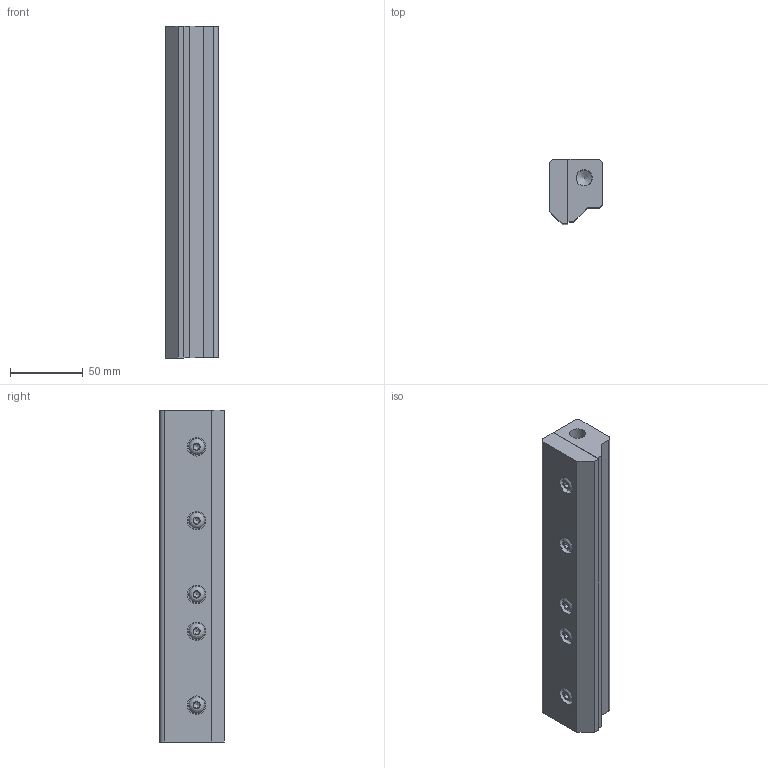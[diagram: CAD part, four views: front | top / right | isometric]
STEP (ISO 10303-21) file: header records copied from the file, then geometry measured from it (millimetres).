
FILE_DESCRIPTION(/* description */ (''),/* implementation_level */ '2;1');
FILE_NAME(/* name */ '110009SS-316-DIM.stp',/* time_stamp */ '2017-08-22T08:36:24-04:00',/* author */ ('Ryan Longshore'),/* organization */ (''),/* preprocessor_version */ 'ST-DEVELOPER v16.13',/* originating_system */ 'Autodesk Inventor 2018',/* authorisation */ '');
FILE_SCHEMA (('AUTOMOTIVE_DESIGN { 1 0 10303 214 3 1 1 }'));
Length unit declared in the file: inch
Products named in the file (4): 110009-DIM; 110009-B-DIM; 110009-C-DIM; ANSI B18.3 - 1/4 - 20 x 3/8
Assembly tree (7 placements, depth 2):
  110009-DIM
    110009-B-DIM
    110009-C-DIM
    ANSI B18.3 - 1/4 - 20 x 3/8  x5
Bounding box: 36.51 x 44.45 x 228.6 mm (x, y, z)
Volume: 298715.4 mm3; surface area: 66954 mm2
Topology: 7 solids, 7 shells, 123 faces, 291 edges, 191 vertices
Faces by surface type: plane 65, cylinder 32, cone 16, torus 5, bspline 5
Full cylindrical faces by diameter (mm): 5.156 x1, 5.159 x4, 6.35 x5, 7.144 x5, 11.1 x5, 11.112 x4, 12.7 x5
Entity records: 1880 total; most frequent: CARTESIAN_POINT 321, DIRECTION 312, ORIENTED_EDGE 228, AXIS2_PLACEMENT_3D 132, EDGE_LOOP 123, EDGE_CURVE 114, VERTEX_POINT 93, FACE_OUTER_BOUND 63
